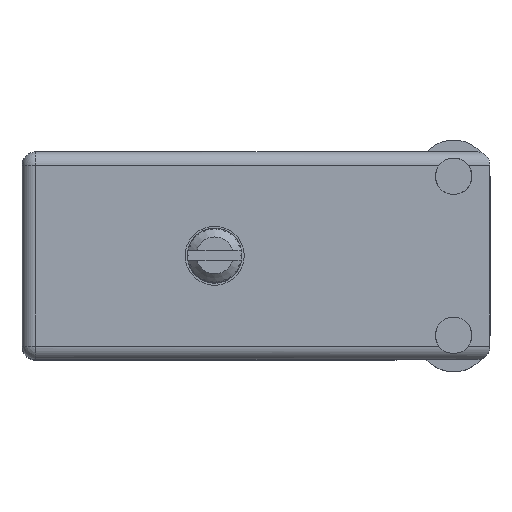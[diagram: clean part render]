
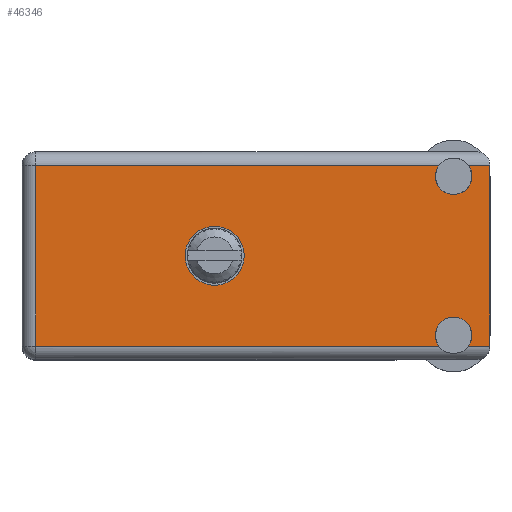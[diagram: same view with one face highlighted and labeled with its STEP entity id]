
A CAD part, top view. The second image highlights one B-rep face of the part: STEP entity #46346.
In plain terms, the highlighted face is planar.
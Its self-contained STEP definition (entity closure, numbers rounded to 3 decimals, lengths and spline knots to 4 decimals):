
#535 = VECTOR ( 'NONE', #80806, 39.3701 ) ;
#919 = EDGE_CURVE ( 'NONE', #97713, #149373, #153329, .T. ) ;
#1612 = VERTEX_POINT ( 'NONE', #189255 ) ;
#2918 = CARTESIAN_POINT ( 'NONE',  ( 1.609, 0.906, -0.047 ) ) ;
#3763 = LINE ( 'NONE', #74284, #113374 ) ;
#6059 = VERTEX_POINT ( 'NONE', #145013 ) ;
#8341 = CIRCLE ( 'NONE', #76578, 0.1015 ) ;
#9487 = EDGE_LOOP ( 'NONE', ( #122103, #36482 ) ) ;
#9969 = EDGE_CURVE ( 'NONE', #97713, #1612, #132038, .T. ) ;
#14328 = ORIENTED_EDGE ( 'NONE', *, *, #165049, .T. ) ;
#15304 = DIRECTION ( 'NONE',  ( 0., 0., 1. ) ) ;
#15403 = EDGE_CURVE ( 'NONE', #46749, #50101, #16469, .T. ) ;
#16469 = CIRCLE ( 'NONE', #19551, 0.0625 ) ;
#19551 = AXIS2_PLACEMENT_3D ( 'NONE', #58274, #175207, #90070 ) ;
#20775 = VERTEX_POINT ( 'NONE', #146416 ) ;
#28111 = DIRECTION ( 'NONE',  ( 0., 0., 1. ) ) ;
#28682 = CARTESIAN_POINT ( 'NONE',  ( 1.609, 0.906, 0. ) ) ;
#28835 = CARTESIAN_POINT ( 'NONE',  ( 1.484, 0.906, -0.631 ) ) ;
#28978 = CARTESIAN_POINT ( 'NONE',  ( 0.047, 0.906, -0.715 ) ) ;
#31591 = ORIENTED_EDGE ( 'NONE', *, *, #106942, .F. ) ;
#32647 = DIRECTION ( 'NONE',  ( 0., 1., 0. ) ) ;
#36482 = ORIENTED_EDGE ( 'NONE', *, *, #167918, .F. ) ;
#40822 = ORIENTED_EDGE ( 'NONE', *, *, #173735, .T. ) ;
#40970 = CARTESIAN_POINT ( 'NONE',  ( 1.609, 0.906, -0.047 ) ) ;
#41654 = DIRECTION ( 'NONE',  ( 0., 1., 0. ) ) ;
#46009 = CARTESIAN_POINT ( 'NONE',  ( 1.4336, 0.906, -0.047 ) ) ;
#46195 = EDGE_CURVE ( 'NONE', #20775, #149373, #74133, .T. ) ;
#46346 = ADVANCED_FACE ( 'NONE', ( #79510, #96841 ), #182893, .T. ) ;
#46749 = VERTEX_POINT ( 'NONE', #106099 ) ;
#48703 = VERTEX_POINT ( 'NONE', #191257 ) ;
#49126 = CIRCLE ( 'NONE', #156738, 0.0625 ) ;
#50101 = VERTEX_POINT ( 'NONE', #127969 ) ;
#53301 = CARTESIAN_POINT ( 'NONE',  ( 0.6625, 0.906, -0.3575 ) ) ;
#53497 = DIRECTION ( 'NONE',  ( 0., 1., 0. ) ) ;
#55495 = ORIENTED_EDGE ( 'NONE', *, *, #919, .T. ) ;
#57036 = DIRECTION ( 'NONE',  ( 0., 0., 1. ) ) ;
#57136 = ORIENTED_EDGE ( 'NONE', *, *, #46195, .F. ) ;
#58274 = CARTESIAN_POINT ( 'NONE',  ( 1.484, 0.906, -0.084 ) ) ;
#61811 = DIRECTION ( 'NONE',  ( 1., 0., 0. ) ) ;
#62384 = VECTOR ( 'NONE', #71213, 39.3701 ) ;
#64346 = CARTESIAN_POINT ( 'NONE',  ( 0.047, 0.906, -0.668 ) ) ;
#65950 = CARTESIAN_POINT ( 'NONE',  ( 0., 0.906, -0.715 ) ) ;
#68532 = EDGE_CURVE ( 'NONE', #6059, #71116, #3763, .T. ) ;
#71116 = VERTEX_POINT ( 'NONE', #64346 ) ;
#71213 = DIRECTION ( 'NONE',  ( 0., 0., 1. ) ) ;
#74133 = CIRCLE ( 'NONE', #166721, 0.0625 ) ;
#74284 = CARTESIAN_POINT ( 'NONE',  ( 0., 0.906, -0.668 ) ) ;
#75225 = DIRECTION ( 'NONE',  ( -1., 0., 0. ) ) ;
#75298 = LINE ( 'NONE', #28978, #175827 ) ;
#76578 = AXIS2_PLACEMENT_3D ( 'NONE', #170172, #156657, #126655 ) ;
#79510 = FACE_BOUND ( 'NONE', #9487, .T. ) ;
#80337 = AXIS2_PLACEMENT_3D ( 'NONE', #65950, #137480, #126799 ) ;
#80806 = DIRECTION ( 'NONE',  ( -1., 0., 0. ) ) ;
#85382 = DIRECTION ( 'NONE',  ( 1., 0., 0. ) ) ;
#88766 = VECTOR ( 'NONE', #61811, 39.3701 ) ;
#90070 = DIRECTION ( 'NONE',  ( 0., 0., 1. ) ) ;
#94190 = ORIENTED_EDGE ( 'NONE', *, *, #68532, .T. ) ;
#96841 = FACE_OUTER_BOUND ( 'NONE', #117220, .T. ) ;
#97713 = VERTEX_POINT ( 'NONE', #152603 ) ;
#98171 = CIRCLE ( 'NONE', #169366, 0.0625 ) ;
#106099 = CARTESIAN_POINT ( 'NONE',  ( 1.5344, 0.906, -0.047 ) ) ;
#106942 = EDGE_CURVE ( 'NONE', #50101, #110091, #49126, .T. ) ;
#107776 = VECTOR ( 'NONE', #85382, 39.3701 ) ;
#110091 = VERTEX_POINT ( 'NONE', #46009 ) ;
#112615 = ORIENTED_EDGE ( 'NONE', *, *, #9969, .F. ) ;
#113374 = VECTOR ( 'NONE', #75225, 39.3701 ) ;
#115595 = DIRECTION ( 'NONE',  ( 0., 1., 0. ) ) ;
#117220 = EDGE_LOOP ( 'NONE', ( #14328, #31591, #141019, #134181, #112615, #55495, #57136, #126366, #94190, #40822 ) ) ;
#117516 = DIRECTION ( 'NONE',  ( 0., 0., 1. ) ) ;
#122103 = ORIENTED_EDGE ( 'NONE', *, *, #134390, .F. ) ;
#126366 = ORIENTED_EDGE ( 'NONE', *, *, #168984, .F. ) ;
#126655 = DIRECTION ( 'NONE',  ( 0., 0., 1. ) ) ;
#126799 = DIRECTION ( 'NONE',  ( 0., 0., 1. ) ) ;
#126893 = CARTESIAN_POINT ( 'NONE',  ( 1.484, 0.906, -0.084 ) ) ;
#127492 = CARTESIAN_POINT ( 'NONE',  ( 1.5344, 0.906, -0.668 ) ) ;
#127969 = CARTESIAN_POINT ( 'NONE',  ( 1.484, 0.906, -0.1465 ) ) ;
#132011 = CARTESIAN_POINT ( 'NONE',  ( 1.484, 0.906, -0.631 ) ) ;
#132038 = LINE ( 'NONE', #28682, #62384 ) ;
#132083 = AXIS2_PLACEMENT_3D ( 'NONE', #53301, #41654, #28111 ) ;
#134181 = ORIENTED_EDGE ( 'NONE', *, *, #175081, .T. ) ;
#134390 = EDGE_CURVE ( 'NONE', #184250, #48703, #8341, .T. ) ;
#135242 = LINE ( 'NONE', #2918, #88766 ) ;
#137480 = DIRECTION ( 'NONE',  ( 0., 1., 0. ) ) ;
#138122 = VERTEX_POINT ( 'NONE', #140913 ) ;
#140913 = CARTESIAN_POINT ( 'NONE',  ( 0.047, 0.906, -0.047 ) ) ;
#141019 = ORIENTED_EDGE ( 'NONE', *, *, #15403, .F. ) ;
#145013 = CARTESIAN_POINT ( 'NONE',  ( 1.4336, 0.906, -0.668 ) ) ;
#146416 = CARTESIAN_POINT ( 'NONE',  ( 1.484, 0.906, -0.5685 ) ) ;
#149373 = VERTEX_POINT ( 'NONE', #127492 ) ;
#152603 = CARTESIAN_POINT ( 'NONE',  ( 1.609, 0.906, -0.668 ) ) ;
#153329 = LINE ( 'NONE', #168765, #535 ) ;
#156657 = DIRECTION ( 'NONE',  ( 0., 1., 0. ) ) ;
#156738 = AXIS2_PLACEMENT_3D ( 'NONE', #126893, #53497, #171366 ) ;
#158098 = CARTESIAN_POINT ( 'NONE',  ( 0.6625, 0.906, -0.256 ) ) ;
#159982 = CIRCLE ( 'NONE', #132083, 0.1015 ) ;
#165049 = EDGE_CURVE ( 'NONE', #138122, #110091, #135242, .T. ) ;
#166721 = AXIS2_PLACEMENT_3D ( 'NONE', #132011, #115595, #117516 ) ;
#167918 = EDGE_CURVE ( 'NONE', #48703, #184250, #159982, .T. ) ;
#168765 = CARTESIAN_POINT ( 'NONE',  ( 0., 0.906, -0.668 ) ) ;
#168984 = EDGE_CURVE ( 'NONE', #6059, #20775, #98171, .T. ) ;
#169366 = AXIS2_PLACEMENT_3D ( 'NONE', #28835, #32647, #15304 ) ;
#170172 = CARTESIAN_POINT ( 'NONE',  ( 0.6625, 0.906, -0.3575 ) ) ;
#171366 = DIRECTION ( 'NONE',  ( 0., 0., 1. ) ) ;
#173337 = LINE ( 'NONE', #40970, #107776 ) ;
#173735 = EDGE_CURVE ( 'NONE', #71116, #138122, #75298, .T. ) ;
#175081 = EDGE_CURVE ( 'NONE', #46749, #1612, #173337, .T. ) ;
#175207 = DIRECTION ( 'NONE',  ( 0., 1., 0. ) ) ;
#175827 = VECTOR ( 'NONE', #57036, 39.3701 ) ;
#182893 = PLANE ( 'NONE',  #80337 ) ;
#184250 = VERTEX_POINT ( 'NONE', #158098 ) ;
#189255 = CARTESIAN_POINT ( 'NONE',  ( 1.609, 0.906, -0.047 ) ) ;
#191257 = CARTESIAN_POINT ( 'NONE',  ( 0.6625, 0.906, -0.459 ) ) ;
